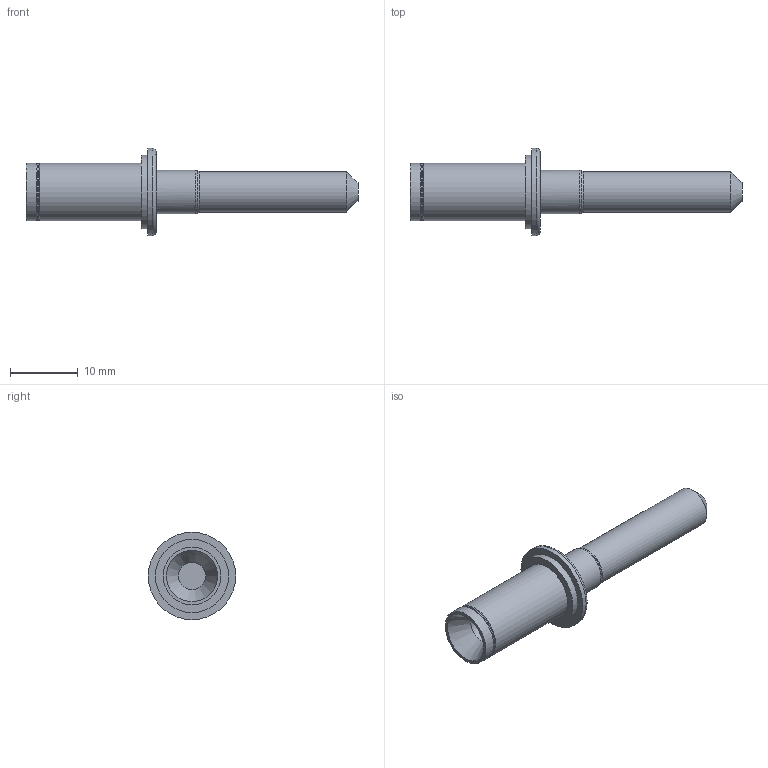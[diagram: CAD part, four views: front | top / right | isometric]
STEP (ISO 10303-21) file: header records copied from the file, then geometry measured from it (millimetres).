
FILE_DESCRIPTION(/* description */ (''),/* implementation_level */ '2;1');
FILE_NAME(/* name */ 'n 01 060 0007 1nxc001-02.stp',/* time_stamp */ '2019-02-25T15:36:48+01:00',/* author */ (''),/* organization */ (''),/* preprocessor_version */ 'ST-DEVELOPER v16.7',/* originating_system */ 'SIEMENS PLM Software NX 12.0',/* authorisation */ '');
FILE_SCHEMA (('AP203_CONFIGURATION_CONTROLLED_3D_DESIGN_OF_MECHANICAL_PARTS_AND_ASSEMBLIES_MIM_LF { 1 0 10303 403 2 1 2}'));
Length unit declared in the file: millimetre
Products named in the file (1): pwoeB124075Ahan2
Bounding box: 49 x 12.9 x 12.9 mm (x, y, z)
Volume: 1796.6 mm3; surface area: 1542.8 mm2
Topology: 1 solids, 1 shells, 21 faces, 38 edges, 23 vertices
Faces by surface type: cylinder 8, plane 6, cone 5, bspline 2
Full cylindrical faces by diameter (mm): 4 x1, 6 x1, 6.4 x1, 8.3 x1, 8.5 x2, 10.8 x1, 12.9 x1
Entity records: 819 total; most frequent: CARTESIAN_POINT 237, DIRECTION 76, EDGE_LOOP 40, ORIENTED_EDGE 40, FACE_BOUND 38, AXIS2_PLACEMENT_3D 38, PRESENTATION_STYLE_ASSIGNMENT 21, SURFACE_STYLE_USAGE 21
